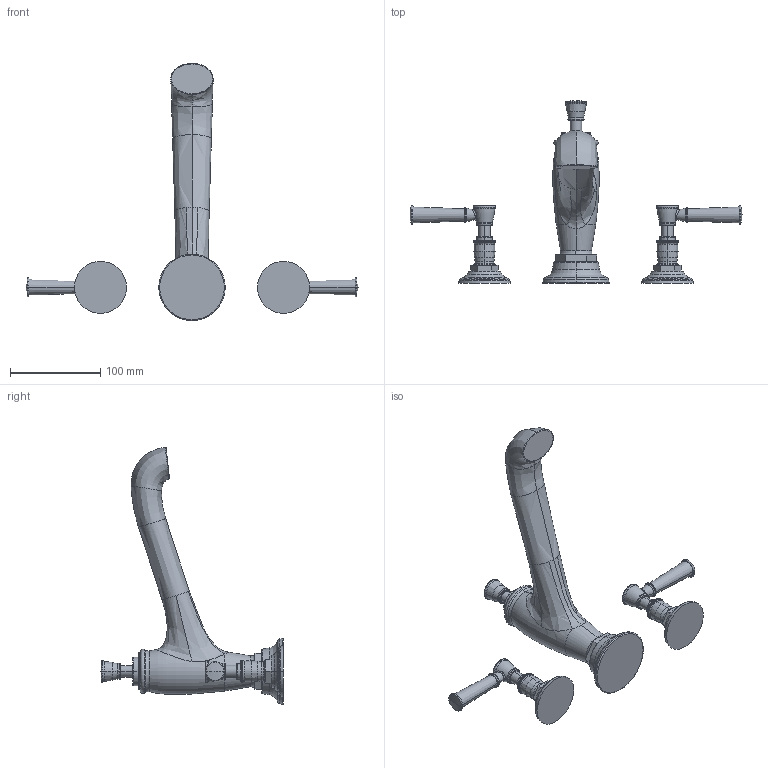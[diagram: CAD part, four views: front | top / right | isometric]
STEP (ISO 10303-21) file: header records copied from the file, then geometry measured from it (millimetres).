
FILE_DESCRIPTION((''),'2;1');
FILE_NAME('3-2916','2021-03-15T12:07:38',('jinson.thomas'),(''),'CREO PARAMETRIC BY PTC INC, 2018400','CREO PARAMETRIC BY PTC INC, 2018400','');
FILE_SCHEMA(('CONFIG_CONTROL_DESIGN'));
Products named in the file (1): 3-2916
Bounding box: 368.6 x 202.87 x 285.6 mm (x, y, z)
Volume: 690732 mm3; surface area: 93073.7 mm2
Topology: 3 solids, 3 shells, 975 faces, 2448 edges, 1578 vertices
Faces by surface type: plane 593, bspline 272, torus 64, revolution 16, cylinder 14, cone 10, sphere 6
Entity records: 47335 total; most frequent: CARTESIAN_POINT 27202, ORIENTED_EDGE 4876, DIRECTION 2934, EDGE_CURVE 2438, VERTEX_POINT 1578, B_SPLINE_CURVE_WITH_KNOTS 1418, AXIS2_PLACEMENT_3D 1195, EDGE_LOOP 1084
